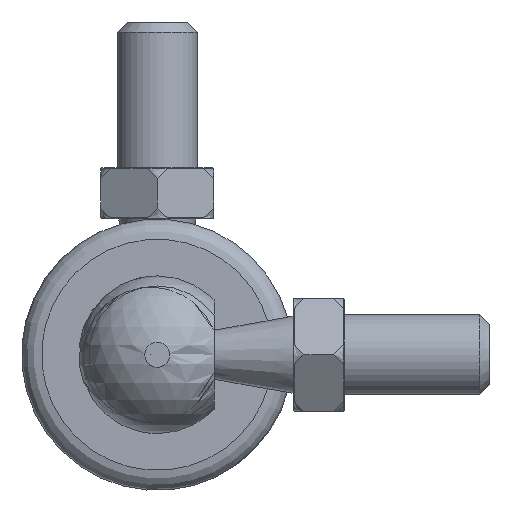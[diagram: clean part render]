
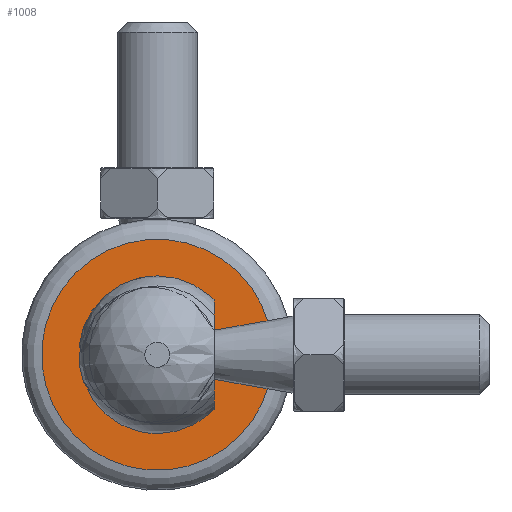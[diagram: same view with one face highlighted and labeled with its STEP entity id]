
A CAD part, left-side view. The second image highlights one B-rep face of the part: STEP entity #1008.
In plain terms, the highlighted face is planar.
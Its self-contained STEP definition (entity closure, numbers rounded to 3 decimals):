
#215=PLANE('',#1095);
#244=FACE_BOUND('',#357,.T.);
#282=FACE_OUTER_BOUND('',#356,.T.);
#356=EDGE_LOOP('',(#741));
#357=EDGE_LOOP('',(#742));
#451=CIRCLE('',#1081,4.);
#458=CIRCLE('',#1093,11.5);
#502=VERTEX_POINT('',#1450);
#509=VERTEX_POINT('',#1469);
#601=EDGE_CURVE('',#502,#502,#451,.T.);
#608=EDGE_CURVE('',#509,#509,#458,.T.);
#741=ORIENTED_EDGE('',*,*,#608,.F.);
#742=ORIENTED_EDGE('',*,*,#601,.T.);
#1008=ADVANCED_FACE('',(#282,#244),#215,.T.);
#1081=AXIS2_PLACEMENT_3D('',#1451,#1196,#1197);
#1093=AXIS2_PLACEMENT_3D('',#1470,#1220,#1221);
#1095=AXIS2_PLACEMENT_3D('',#1473,#1224,#1225);
#1196=DIRECTION('center_axis',(-1.,0.,0.));
#1197=DIRECTION('ref_axis',(0.,0.,-1.));
#1220=DIRECTION('center_axis',(-1.,0.,0.));
#1221=DIRECTION('ref_axis',(0.,0.,-1.));
#1224=DIRECTION('center_axis',(1.,0.,0.));
#1225=DIRECTION('ref_axis',(0.,0.,-1.));
#1450=CARTESIAN_POINT('',(619.5,0.,-4.));
#1451=CARTESIAN_POINT('Origin',(619.5,0.,0.));
#1469=CARTESIAN_POINT('',(619.5,0.,11.5));
#1470=CARTESIAN_POINT('Origin',(619.5,0.,0.));
#1473=CARTESIAN_POINT('Origin',(619.5,0.,6.75));
